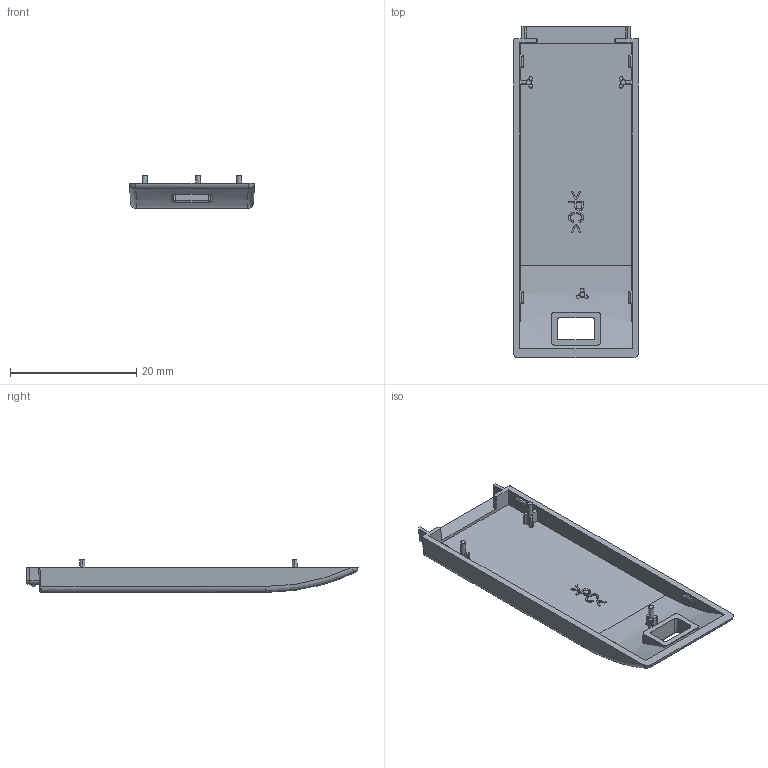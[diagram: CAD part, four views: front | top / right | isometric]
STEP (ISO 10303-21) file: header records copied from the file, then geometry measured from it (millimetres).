
FILE_DESCRIPTION(('FreeCAD Model'),'2;1');
FILE_NAME('bottom_case.step', '2019-04-25T14:54:07',('Author'),(''), 'Open CASCADE STEP processor 6.8','FreeCAD','Unknown');
FILE_SCHEMA(('AUTOMOTIVE_DESIGN_CC2 { 1 2 10303 214 -1 1 5 4 }'));
Length unit declared in the file: millimetre
Products named in the file (1): Gehäusehälfte_unten_für_Nitrokey_Storeage
Bounding box: 19.8 x 52.6 x 5.2 mm (x, y, z)
Volume: 1443.6 mm3; surface area: 2842 mm2
Topology: 1 solids, 1 shells, 342 faces, 926 edges, 608 vertices
Faces by surface type: plane 213, cylinder 55, bspline 48, cone 24, torus 2
Entity records: 37875 total; most frequent: CARTESIAN_POINT 21207, DIRECTION 2570, ORIENTED_EDGE 1846, PCURVE 1846, DEFINITIONAL_REPRESENTATION 1846, LINE 1645, VECTOR 1645, EDGE_CURVE 923
